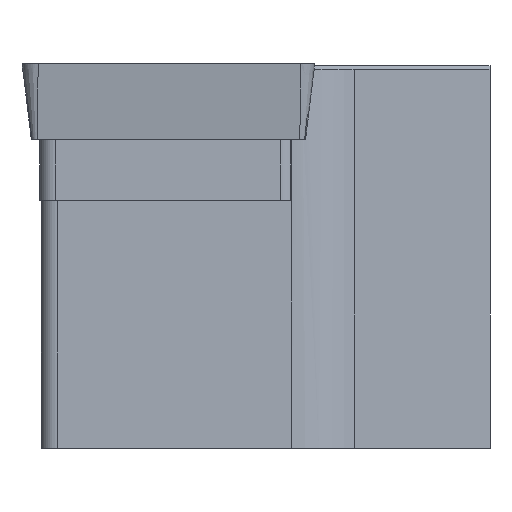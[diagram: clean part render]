
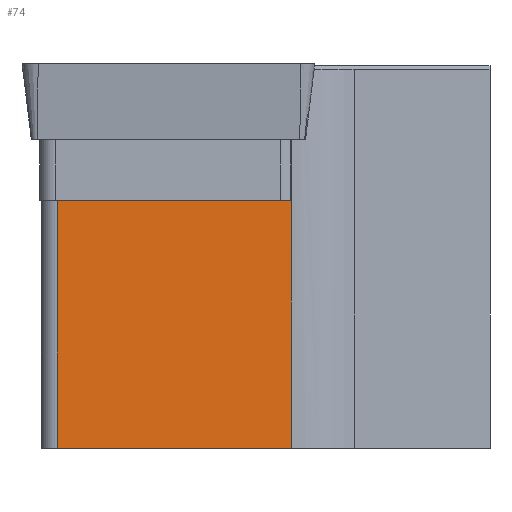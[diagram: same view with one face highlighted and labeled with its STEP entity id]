
A CAD part, left-side view. The second image highlights one B-rep face of the part: STEP entity #74.
In plain terms, the highlighted planar face has unit normal (-0.999, -0.052, 0).
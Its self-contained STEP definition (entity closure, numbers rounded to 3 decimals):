
#74=ADVANCED_FACE('',(#126),#102,.F.);
#102=PLANE('',#598);
#126=FACE_OUTER_BOUND('',#156,.T.);
#156=EDGE_LOOP('',(#208,#209,#210,#211,#212,#213));
#208=ORIENTED_EDGE('',*,*,#413,.F.);
#209=ORIENTED_EDGE('',*,*,#401,.T.);
#210=ORIENTED_EDGE('',*,*,#414,.F.);
#211=ORIENTED_EDGE('',*,*,#415,.F.);
#212=ORIENTED_EDGE('',*,*,#416,.F.);
#213=ORIENTED_EDGE('',*,*,#417,.T.);
#347=VERTEX_POINT('',#816);
#348=VERTEX_POINT('',#818);
#358=VERTEX_POINT('',#844);
#359=VERTEX_POINT('',#846);
#360=VERTEX_POINT('',#848);
#361=VERTEX_POINT('',#850);
#401=EDGE_CURVE('',#347,#348,#477,.T.);
#413=EDGE_CURVE('',#347,#358,#486,.T.);
#414=EDGE_CURVE('',#359,#348,#487,.T.);
#415=EDGE_CURVE('',#360,#359,#488,.T.);
#416=EDGE_CURVE('',#361,#360,#489,.T.);
#417=EDGE_CURVE('',#361,#358,#490,.T.);
#477=LINE('',#819,#537);
#486=LINE('',#843,#546);
#487=LINE('',#845,#547);
#488=LINE('',#847,#548);
#489=LINE('',#849,#549);
#490=LINE('',#851,#550);
#537=VECTOR('',#654,1.);
#546=VECTOR('',#675,1.);
#547=VECTOR('',#676,1.);
#548=VECTOR('',#677,1.);
#549=VECTOR('',#678,1.);
#550=VECTOR('',#679,1.);
#598=AXIS2_PLACEMENT_3D('',#852,#680,#681);
#654=DIRECTION('',(0.,0.,-1.));
#675=DIRECTION('',(0.052,-0.999,0.));
#676=DIRECTION('',(-0.052,0.999,0.));
#677=DIRECTION('',(0.,0.,-1.));
#678=DIRECTION('',(0.052,-0.999,0.));
#679=DIRECTION('',(0.,0.,-1.));
#680=DIRECTION('',(0.999,0.052,0.));
#681=DIRECTION('',(0.052,-0.999,0.));
#816=CARTESIAN_POINT('',(1.389,22.616,-7.05));
#818=CARTESIAN_POINT('',(1.389,22.616,-20.));
#819=CARTESIAN_POINT('',(1.389,22.616,-29.9));
#843=CARTESIAN_POINT('',(1.389,22.616,-7.05));
#844=CARTESIAN_POINT('',(2.028,10.419,-7.05));
#845=CARTESIAN_POINT('',(1.389,22.616,-20.));
#846=CARTESIAN_POINT('',(2.031,10.375,-20.));
#847=CARTESIAN_POINT('',(2.031,10.375,-29.9));
#848=CARTESIAN_POINT('',(2.031,10.375,-3.87));
#849=CARTESIAN_POINT('',(1.389,22.616,-3.87));
#850=CARTESIAN_POINT('',(2.028,10.419,-3.87));
#851=CARTESIAN_POINT('',(2.028,10.419,-7.05));
#852=CARTESIAN_POINT('',(1.389,22.616,-29.9));
